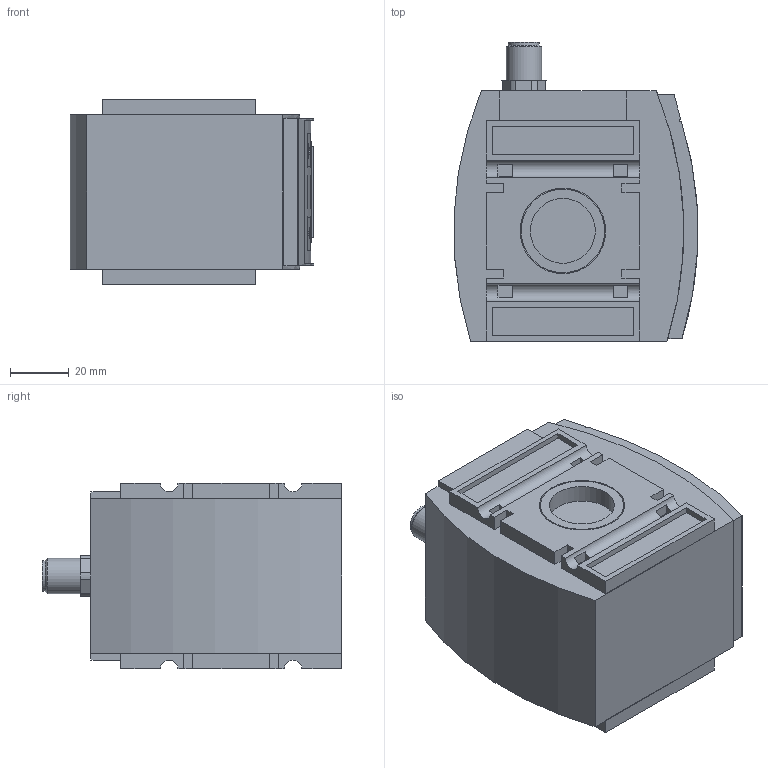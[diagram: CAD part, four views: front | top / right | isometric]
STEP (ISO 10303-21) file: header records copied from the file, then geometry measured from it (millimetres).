
FILE_DESCRIPTION( ( 'STEP AP214' ), ' ' );
FILE_NAME( '94062.0081.stp', '2017-01-23T08:06:35', ( '' ), ( '' ), ' ', 'PARTsolutions', ' ' );
FILE_SCHEMA( ( 'AUTOMOTIVE_DESIGN { 1 0 10303 214 1 1 1 1 }' ) );
Length unit declared in the file: millimetre
Products named in the file (1): _94062.0081
Bounding box: 82.67 x 101.5 x 62.75 mm (x, y, z)
Volume: 363555.9 mm3; surface area: 44933.8 mm2
Topology: 1 solids, 1 shells, 324 faces, 768 edges, 512 vertices
Faces by surface type: plane 238, cylinder 76, sphere 5, cone 5
Full cylindrical faces by diameter (mm): 1 x5, 2.7 x21, 7 x4, 7.5 x4, 8.3 x1, 10.5 x1, 12 x1, 21 x1, 22 x1, 26.5 x1, 28.3 x1, 29 x1
Entity records: 11638 total; most frequent: CARTESIAN_POINT 1634, DIRECTION 1532, ORIENTED_EDGE 1400, EDGE_CURVE 700, AXIS2_PLACEMENT_3D 515, LINE 502, VECTOR 502, VERTEX_POINT 501
